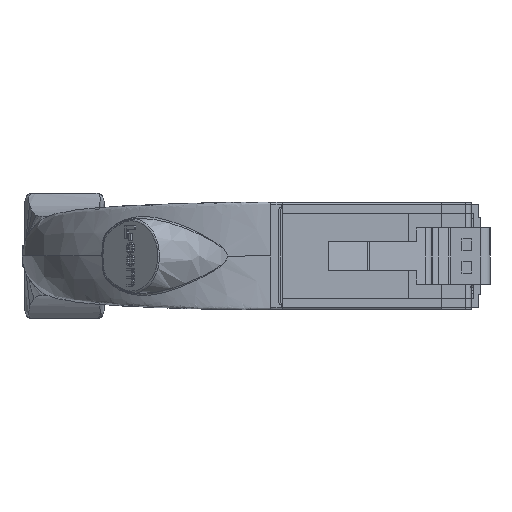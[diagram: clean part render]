
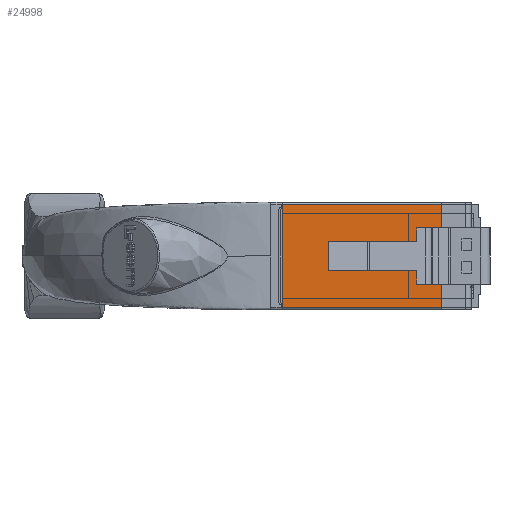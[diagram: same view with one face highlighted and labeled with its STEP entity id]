
A CAD part, left-side view. The second image highlights one B-rep face of the part: STEP entity #24998.
In plain terms, the highlighted face is planar.
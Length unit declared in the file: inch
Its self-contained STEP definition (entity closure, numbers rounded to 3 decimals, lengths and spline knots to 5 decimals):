
#4954 = ORIENTED_EDGE ( 'NONE', *, *, #41516, .F. ) ;
#7556 = LINE ( 'NONE', #20704, #38369 ) ;
#7768 = FACE_OUTER_BOUND ( 'NONE', #35303, .T. ) ;
#8827 = AXIS2_PLACEMENT_3D ( 'NONE', #35300, #13025, #39016 ) ;
#9089 = VERTEX_POINT ( 'NONE', #43156 ) ;
#9697 = LINE ( 'NONE', #24959, #48068 ) ;
#9752 = EDGE_CURVE ( 'NONE', #25881, #25746, #9697, .T. ) ;
#11298 = DIRECTION ( 'NONE',  ( -1., 0., 0. ) ) ;
#13025 = DIRECTION ( 'NONE',  ( 0., -1., 0. ) ) ;
#13856 = DIRECTION ( 'NONE',  ( 0., 0., -1. ) ) ;
#15197 = CARTESIAN_POINT ( 'NONE',  ( -0.21811, -0.1628, 0.67913 ) ) ;
#15578 = LINE ( 'NONE', #18616, #42899 ) ;
#16329 = CARTESIAN_POINT ( 'NONE',  ( -0.22992, -0.1628, 0.67913 ) ) ;
#18616 = CARTESIAN_POINT ( 'NONE',  ( 0.21024, -0.1628, 0. ) ) ;
#20083 = DIRECTION ( 'NONE',  ( 1., 0., 0. ) ) ;
#20704 = CARTESIAN_POINT ( 'NONE',  ( 0.21811, -0.1628, 0.80709 ) ) ;
#21463 = CARTESIAN_POINT ( 'NONE',  ( -0.21811, -0.1628, 0. ) ) ;
#23204 = VERTEX_POINT ( 'NONE', #32766 ) ;
#24118 = PLANE ( 'NONE',  #8827 ) ;
#24438 = DIRECTION ( 'NONE',  ( 0., 0., -1. ) ) ;
#24959 = CARTESIAN_POINT ( 'NONE',  ( -0.21811, -0.1628, 0.80709 ) ) ;
#24998 = ADVANCED_FACE ( 'NONE', ( #7768 ), #24118, .T. ) ;
#25746 = VERTEX_POINT ( 'NONE', #21463 ) ;
#25881 = VERTEX_POINT ( 'NONE', #15197 ) ;
#26237 = LINE ( 'NONE', #16329, #44762 ) ;
#28324 = EDGE_CURVE ( 'NONE', #23204, #9089, #7556, .T. ) ;
#31709 = ORIENTED_EDGE ( 'NONE', *, *, #9752, .T. ) ;
#32458 = EDGE_CURVE ( 'NONE', #25881, #23204, #26237, .T. ) ;
#32766 = CARTESIAN_POINT ( 'NONE',  ( 0.21811, -0.1628, 0.67913 ) ) ;
#35300 = CARTESIAN_POINT ( 'NONE',  ( -0.22992, -0.1628, 0.80709 ) ) ;
#35303 = EDGE_LOOP ( 'NONE', ( #48006, #31709, #4954, #44672 ) ) ;
#38369 = VECTOR ( 'NONE', #24438, 39.37008 ) ;
#39016 = DIRECTION ( 'NONE',  ( 0., 0., -1. ) ) ;
#41516 = EDGE_CURVE ( 'NONE', #9089, #25746, #15578, .T. ) ;
#42899 = VECTOR ( 'NONE', #11298, 39.37008 ) ;
#43156 = CARTESIAN_POINT ( 'NONE',  ( 0.21811, -0.1628, 0. ) ) ;
#44672 = ORIENTED_EDGE ( 'NONE', *, *, #28324, .F. ) ;
#44762 = VECTOR ( 'NONE', #20083, 39.37008 ) ;
#48006 = ORIENTED_EDGE ( 'NONE', *, *, #32458, .F. ) ;
#48068 = VECTOR ( 'NONE', #13856, 39.37008 ) ;
